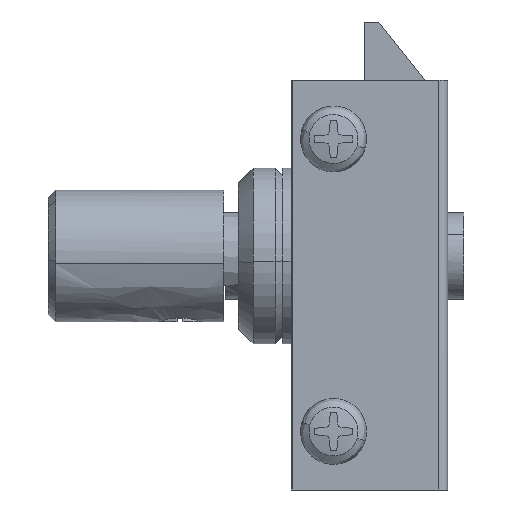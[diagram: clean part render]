
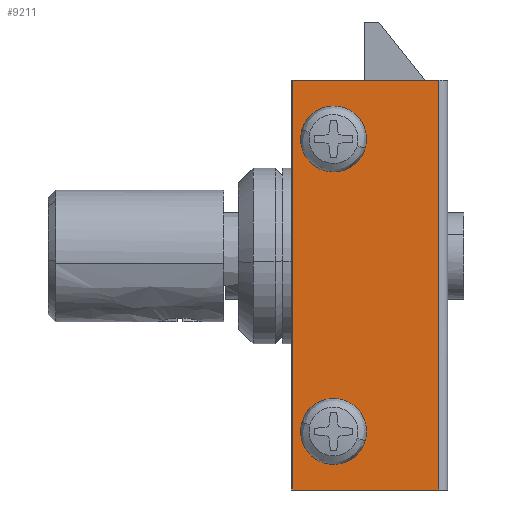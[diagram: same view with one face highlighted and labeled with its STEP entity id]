
A CAD part, front view. The second image highlights one B-rep face of the part: STEP entity #9211.
In plain terms, the highlighted free-form (B-spline) face has degree [1, 1] with [2, 2] control points.
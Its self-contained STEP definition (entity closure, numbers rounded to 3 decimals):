
#7780=CARTESIAN_POINT('',(-9.288,-5.6,23.814));
#7781=VERTEX_POINT('',#7780);
#7782=CARTESIAN_POINT('',(-7.8,-5.6,22.5));
#7783=VERTEX_POINT('',#7782);
#7784=CARTESIAN_POINT('',(-9.288,-5.6,23.814));
#7785=CARTESIAN_POINT('',(-9.124,-5.6,22.5));
#7786=CARTESIAN_POINT('',(-7.8,-5.6,22.5));
#7794=(BOUNDED_CURVE()B_SPLINE_CURVE(2,(#7784,#7785,#7786),.UNSPECIFIED.,.F.,.U.)B_SPLINE_CURVE_WITH_KNOTS((3,3),(0.271,0.5),.UNSPECIFIED.)CURVE()GEOMETRIC_REPRESENTATION_ITEM()RATIONAL_B_SPLINE_CURVE((0.954,0.732,1.0))REPRESENTATION_ITEM(''));
#7795=EDGE_CURVE('',#7781,#7783,#7794,.T.);
#7797=CARTESIAN_POINT('',(-6.3,-5.6,24.013));
#7798=VERTEX_POINT('',#7797);
#7799=CARTESIAN_POINT('',(-7.8,-5.6,22.5));
#7800=CARTESIAN_POINT('',(-6.3,-5.6,22.5));
#7801=CARTESIAN_POINT('',(-6.3,-5.6,24.0));
#7802=CARTESIAN_POINT('',(-6.3,-5.6,24.007));
#7803=CARTESIAN_POINT('',(-6.3,-5.6,24.013));
#7811=(BOUNDED_CURVE()B_SPLINE_CURVE(2,(#7799,#7800,#7801,#7802,#7803),.UNSPECIFIED.,.F.,.U.)B_SPLINE_CURVE_WITH_KNOTS((3,2,3),(0.5,0.75,0.752),.UNSPECIFIED.)CURVE()GEOMETRIC_REPRESENTATION_ITEM()RATIONAL_B_SPLINE_CURVE((1.0,0.707,1.0,0.998,0.996))REPRESENTATION_ITEM(''));
#7812=EDGE_CURVE('',#7783,#7798,#7811,.T.);
#7883=CARTESIAN_POINT('',(-7.8,-5.6,25.5));
#7884=VERTEX_POINT('',#7883);
#7885=CARTESIAN_POINT('',(-7.8,-5.6,25.5));
#7886=CARTESIAN_POINT('',(-9.3,-5.6,25.5));
#7887=CARTESIAN_POINT('',(-9.3,-5.6,24.0));
#7888=CARTESIAN_POINT('',(-9.3,-5.6,23.907));
#7889=CARTESIAN_POINT('',(-9.288,-5.6,23.814));
#7897=(BOUNDED_CURVE()B_SPLINE_CURVE(2,(#7885,#7886,#7887,#7888,#7889),.UNSPECIFIED.,.F.,.U.)B_SPLINE_CURVE_WITH_KNOTS((3,2,3),(0.0,0.25,0.271),.UNSPECIFIED.)CURVE()GEOMETRIC_REPRESENTATION_ITEM()RATIONAL_B_SPLINE_CURVE((1.0,0.707,1.0,0.975,0.954))REPRESENTATION_ITEM(''));
#7898=EDGE_CURVE('',#7884,#7781,#7897,.T.);
#7932=CARTESIAN_POINT('',(-6.3,-5.6,24.013));
#7933=CARTESIAN_POINT('',(-6.313,-5.6,25.5));
#7934=CARTESIAN_POINT('',(-7.8,-5.6,25.5));
#7942=(BOUNDED_CURVE()B_SPLINE_CURVE(2,(#7932,#7933,#7934),.UNSPECIFIED.,.F.,.U.)B_SPLINE_CURVE_WITH_KNOTS((3,3),(0.752,1.0),.UNSPECIFIED.)CURVE()GEOMETRIC_REPRESENTATION_ITEM()RATIONAL_B_SPLINE_CURVE((0.996,0.709,1.0))REPRESENTATION_ITEM(''));
#7943=EDGE_CURVE('',#7798,#7884,#7942,.T.);
#8152=CARTESIAN_POINT('',(-9.288,-5.6,3.814));
#8153=VERTEX_POINT('',#8152);
#8154=CARTESIAN_POINT('',(-7.8,-5.6,2.5));
#8155=VERTEX_POINT('',#8154);
#8156=CARTESIAN_POINT('',(-9.288,-5.6,3.814));
#8157=CARTESIAN_POINT('',(-9.124,-5.6,2.5));
#8158=CARTESIAN_POINT('',(-7.8,-5.6,2.5));
#8166=(BOUNDED_CURVE()B_SPLINE_CURVE(2,(#8156,#8157,#8158),.UNSPECIFIED.,.F.,.U.)B_SPLINE_CURVE_WITH_KNOTS((3,3),(0.271,0.5),.UNSPECIFIED.)CURVE()GEOMETRIC_REPRESENTATION_ITEM()RATIONAL_B_SPLINE_CURVE((0.954,0.732,1.0))REPRESENTATION_ITEM(''));
#8167=EDGE_CURVE('',#8153,#8155,#8166,.T.);
#8169=CARTESIAN_POINT('',(-6.3,-5.6,4.013));
#8170=VERTEX_POINT('',#8169);
#8171=CARTESIAN_POINT('',(-7.8,-5.6,2.5));
#8172=CARTESIAN_POINT('',(-6.3,-5.6,2.5));
#8173=CARTESIAN_POINT('',(-6.3,-5.6,4.));
#8174=CARTESIAN_POINT('',(-6.3,-5.6,4.007));
#8175=CARTESIAN_POINT('',(-6.3,-5.6,4.013));
#8183=(BOUNDED_CURVE()B_SPLINE_CURVE(2,(#8171,#8172,#8173,#8174,#8175),.UNSPECIFIED.,.F.,.U.)B_SPLINE_CURVE_WITH_KNOTS((3,2,3),(0.5,0.75,0.752),.UNSPECIFIED.)CURVE()GEOMETRIC_REPRESENTATION_ITEM()RATIONAL_B_SPLINE_CURVE((1.0,0.707,1.0,0.998,0.996))REPRESENTATION_ITEM(''));
#8184=EDGE_CURVE('',#8155,#8170,#8183,.T.);
#8255=CARTESIAN_POINT('',(-7.8,-5.6,5.5));
#8256=VERTEX_POINT('',#8255);
#8257=CARTESIAN_POINT('',(-7.8,-5.6,5.5));
#8258=CARTESIAN_POINT('',(-9.3,-5.6,5.5));
#8259=CARTESIAN_POINT('',(-9.3,-5.6,4.));
#8260=CARTESIAN_POINT('',(-9.3,-5.6,3.907));
#8261=CARTESIAN_POINT('',(-9.288,-5.6,3.814));
#8269=(BOUNDED_CURVE()B_SPLINE_CURVE(2,(#8257,#8258,#8259,#8260,#8261),.UNSPECIFIED.,.F.,.U.)B_SPLINE_CURVE_WITH_KNOTS((3,2,3),(0.0,0.25,0.271),.UNSPECIFIED.)CURVE()GEOMETRIC_REPRESENTATION_ITEM()RATIONAL_B_SPLINE_CURVE((1.0,0.707,1.0,0.975,0.954))REPRESENTATION_ITEM(''));
#8270=EDGE_CURVE('',#8256,#8153,#8269,.T.);
#8304=CARTESIAN_POINT('',(-6.3,-5.6,4.013));
#8305=CARTESIAN_POINT('',(-6.313,-5.6,5.5));
#8306=CARTESIAN_POINT('',(-7.8,-5.6,5.5));
#8314=(BOUNDED_CURVE()B_SPLINE_CURVE(2,(#8304,#8305,#8306),.UNSPECIFIED.,.F.,.U.)B_SPLINE_CURVE_WITH_KNOTS((3,3),(0.752,1.0),.UNSPECIFIED.)CURVE()GEOMETRIC_REPRESENTATION_ITEM()RATIONAL_B_SPLINE_CURVE((0.996,0.709,1.0))REPRESENTATION_ITEM(''));
#8315=EDGE_CURVE('',#8170,#8256,#8314,.T.);
#8828=CARTESIAN_POINT('',(-0.6,-5.6,0.0));
#8829=VERTEX_POINT('',#8828);
#8850=CARTESIAN_POINT('',(-0.6,-5.6,28.0));
#8851=VERTEX_POINT('',#8850);
#8865=CARTESIAN_POINT('',(-0.6,-5.6,0.0));
#8866=CARTESIAN_POINT('',(-0.6,-5.6,28.0));
#8867=QUASI_UNIFORM_CURVE('',1,(#8865,#8866),.UNSPECIFIED.,.F.,.U.);
#8868=EDGE_CURVE('',#8829,#8851,#8867,.T.);
#9072=CARTESIAN_POINT('',(-10.6,-5.6,28.0));
#9073=VERTEX_POINT('',#9072);
#9079=CARTESIAN_POINT('',(-10.6,-5.6,28.0));
#9080=CARTESIAN_POINT('',(-0.6,-5.6,28.0));
#9081=QUASI_UNIFORM_CURVE('',1,(#9079,#9080),.UNSPECIFIED.,.F.,.U.);
#9082=EDGE_CURVE('',#9073,#8851,#9081,.T.);
#9178=CARTESIAN_POINT('',(-11.1,-5.6,29.399));
#9179=CARTESIAN_POINT('',(-11.1,-5.6,-1.399));
#9180=CARTESIAN_POINT('',(-0.1,-5.6,29.399));
#9181=CARTESIAN_POINT('',(-0.1,-5.6,-1.399));
#9182=B_SPLINE_SURFACE_WITH_KNOTS('',1,1,((#9178,#9180),(#9179,#9181)),.UNSPECIFIED.,.F.,.F.,.U.,(2,2),(2,2),(0.0,30.797),(0.0,10.999),.UNSPECIFIED.);
#9183=CARTESIAN_POINT('',(-10.6,-5.6,0.0));
#9184=VERTEX_POINT('',#9183);
#9185=CARTESIAN_POINT('',(-10.6,-5.6,0.0));
#9186=CARTESIAN_POINT('',(-0.6,-5.6,0.0));
#9187=QUASI_UNIFORM_CURVE('',1,(#9185,#9186),.UNSPECIFIED.,.F.,.U.);
#9188=EDGE_CURVE('',#9184,#8829,#9187,.T.);
#9189=ORIENTED_EDGE('',*,*,#9188,.T.);
#9190=ORIENTED_EDGE('',*,*,#8868,.T.);
#9191=ORIENTED_EDGE('',*,*,#9082,.F.);
#9192=CARTESIAN_POINT('',(-10.6,-5.6,0.0));
#9193=CARTESIAN_POINT('',(-10.6,-5.6,28.0));
#9194=QUASI_UNIFORM_CURVE('',1,(#9192,#9193),.UNSPECIFIED.,.F.,.U.);
#9195=EDGE_CURVE('',#9184,#9073,#9194,.T.);
#9196=ORIENTED_EDGE('',*,*,#9195,.F.);
#9197=EDGE_LOOP('',(#9189,#9190,#9191,#9196));
#9198=FACE_OUTER_BOUND('',#9197,.T.);
#9199=ORIENTED_EDGE('',*,*,#8184,.F.);
#9200=ORIENTED_EDGE('',*,*,#8167,.F.);
#9201=ORIENTED_EDGE('',*,*,#8270,.F.);
#9202=ORIENTED_EDGE('',*,*,#8315,.F.);
#9203=EDGE_LOOP('',(#9199,#9200,#9201,#9202));
#9204=FACE_BOUND('',#9203,.T.);
#9205=ORIENTED_EDGE('',*,*,#7812,.F.);
#9206=ORIENTED_EDGE('',*,*,#7795,.F.);
#9207=ORIENTED_EDGE('',*,*,#7898,.F.);
#9208=ORIENTED_EDGE('',*,*,#7943,.F.);
#9209=EDGE_LOOP('',(#9205,#9206,#9207,#9208));
#9210=FACE_BOUND('',#9209,.T.);
#9211=ADVANCED_FACE('',(#9198,#9204,#9210),#9182,.T.);
